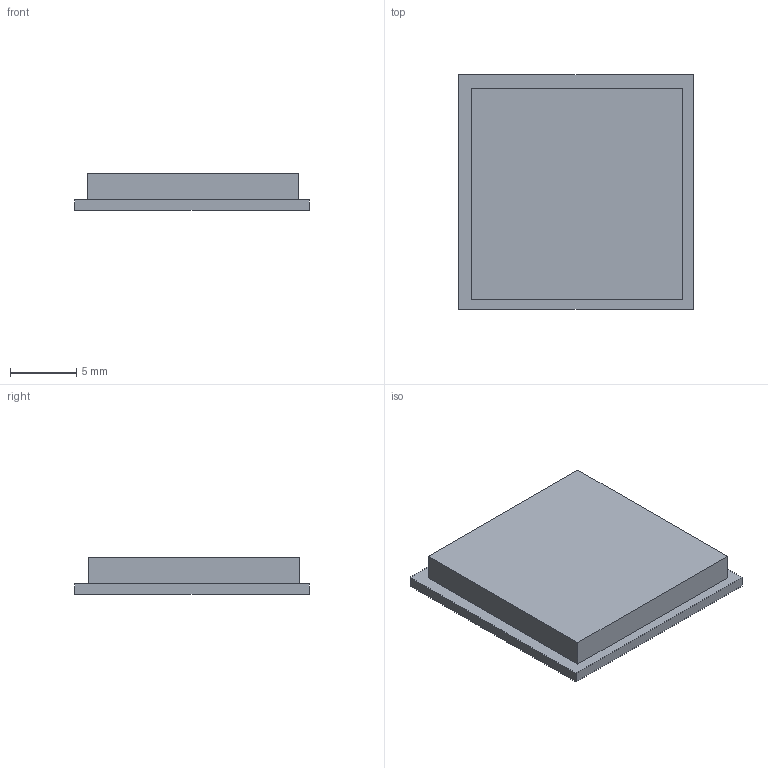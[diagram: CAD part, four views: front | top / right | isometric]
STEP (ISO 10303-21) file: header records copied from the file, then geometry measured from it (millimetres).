
FILE_DESCRIPTION(('FreeCAD Model'),'2;1');
FILE_NAME('Open CASCADE Shape Model','2025-03-13T17:57:29',(''),(''), 'Open CASCADE STEP processor 7.8','FreeCAD','Unknown');
FILE_SCHEMA(('AUTOMOTIVE_DESIGN { 1 0 10303 214 1 1 1 1 }'));
Length unit declared in the file: millimetre
Products named in the file (3): testpcb; HT-CT62-MOD; HT-CT62-PCB
Assembly tree (2 placements, depth 2):
  testpcb
    HT-CT62-MOD
    HT-CT62-PCB
Bounding box: 17.78 x 17.78 x 2.8 mm (x, y, z)
Volume: 764.9 mm3; surface area: 1329.2 mm2
Topology: 2 solids, 2 shells, 12 faces, 24 edges, 16 vertices
Faces by surface type: plane 12
Entity records: 686 total; most frequent: CARTESIAN_POINT 103, DIRECTION 102, LINE 72, VECTOR 72, ORIENTED_EDGE 48, PCURVE 48, DEFINITIONAL_REPRESENTATION 48, EDGE_CURVE 24
